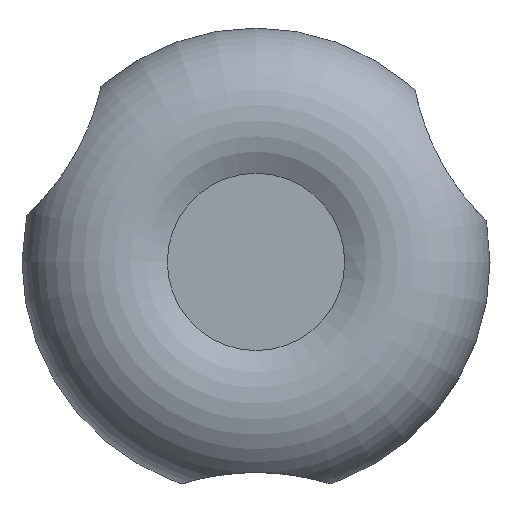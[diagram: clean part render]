
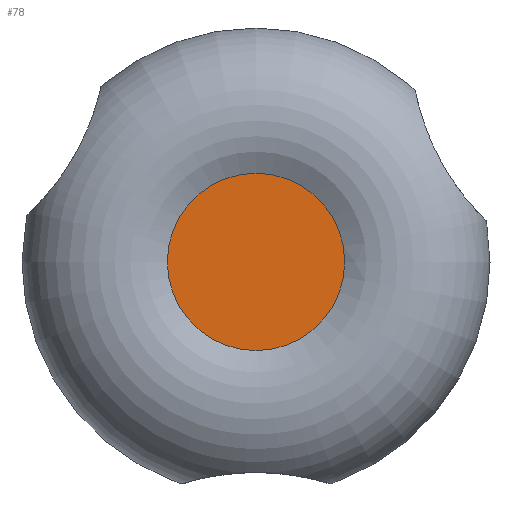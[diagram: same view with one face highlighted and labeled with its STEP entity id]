
A CAD part, top view. The second image highlights one B-rep face of the part: STEP entity #78.
In plain terms, the highlighted planar face has unit normal (0, 0, 1).
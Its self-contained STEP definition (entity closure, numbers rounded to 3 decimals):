
#78 = ADVANCED_FACE( '', ( #176 ), #177, .F. );
#176 = FACE_OUTER_BOUND( '', #300, .T. );
#177 = PLANE( '', #301 );
#300 = EDGE_LOOP( '', ( #453 ) );
#301 = AXIS2_PLACEMENT_3D( '', #454, #455, #456 );
#453 = ORIENTED_EDGE( '', *, *, #682, .T. );
#454 = CARTESIAN_POINT( '', ( 0., 5.683, 21. ) );
#455 = DIRECTION( '', ( 0., 0., -1. ) );
#456 = DIRECTION( '', ( -1., 0., 0. ) );
#682 = EDGE_CURVE( '', #802, #802, #803, .T. );
#802 = VERTEX_POINT( '', #1138 );
#803 = CIRCLE( '', #1139, 5.683 );
#1138 = CARTESIAN_POINT( '', ( 5.683, 0., 21. ) );
#1139 = AXIS2_PLACEMENT_3D( '', #1543, #1544, #1545 );
#1543 = CARTESIAN_POINT( '', ( 0., 0., 21. ) );
#1544 = DIRECTION( '', ( 0., 0., 1. ) );
#1545 = DIRECTION( '', ( 1., 0., 0. ) );
